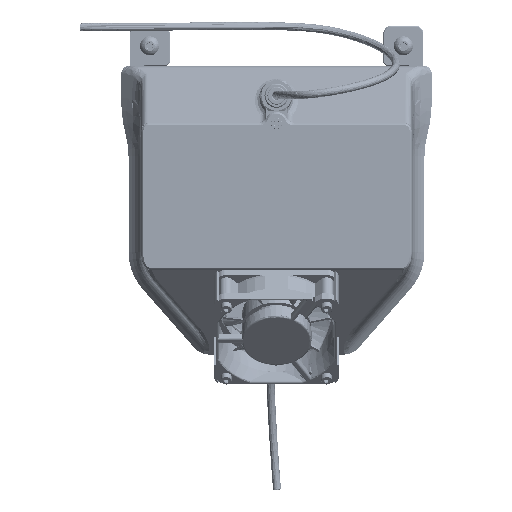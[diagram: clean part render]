
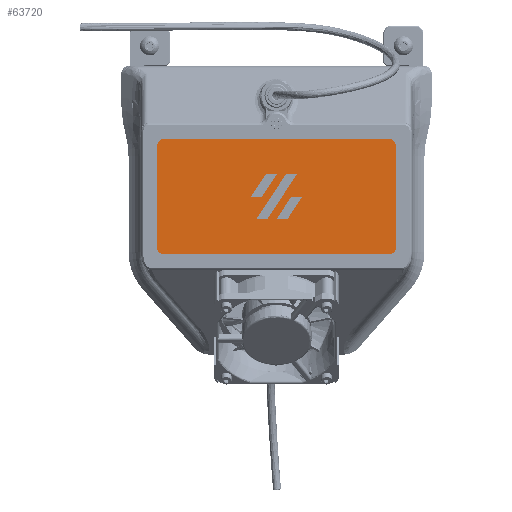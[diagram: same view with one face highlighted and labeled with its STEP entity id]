
A CAD part, left-side view. The second image highlights one B-rep face of the part: STEP entity #63720.
In plain terms, the highlighted planar face has unit normal (-1, 0, 0).
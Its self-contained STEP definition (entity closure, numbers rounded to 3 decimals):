
#2412=FACE_BOUND('',#10454,.T.);
#2413=FACE_BOUND('',#10455,.T.);
#2414=FACE_BOUND('',#10456,.T.);
#3304=CIRCLE('',#67810,3.);
#3305=CIRCLE('',#67811,3.);
#3306=CIRCLE('',#67812,3.);
#3307=CIRCLE('',#67813,3.);
#6332=FACE_OUTER_BOUND('',#10453,.T.);
#10453=EDGE_LOOP('',(#57372,#57373,#57374,#57375,#57376,#57377,#57378,#57379));
#10454=EDGE_LOOP('',(#57380,#57381,#57382,#57383));
#10455=EDGE_LOOP('',(#57384,#57385,#57386,#57387));
#10456=EDGE_LOOP('',(#57388,#57389,#57390,#57391));
#17552=LINE('',#141098,#24580);
#17553=LINE('',#141102,#24581);
#17554=LINE('',#141106,#24582);
#17555=LINE('',#141109,#24583);
#17556=LINE('',#141112,#24584);
#17557=LINE('',#141114,#24585);
#17558=LINE('',#141116,#24586);
#17559=LINE('',#141117,#24587);
#17560=LINE('',#141120,#24588);
#17561=LINE('',#141122,#24589);
#17562=LINE('',#141124,#24590);
#17563=LINE('',#141125,#24591);
#17564=LINE('',#141128,#24592);
#17565=LINE('',#141130,#24593);
#17566=LINE('',#141132,#24594);
#17567=LINE('',#141133,#24595);
#24580=VECTOR('',#82303,10.);
#24581=VECTOR('',#82306,10.);
#24582=VECTOR('',#82309,10.);
#24583=VECTOR('',#82312,10.);
#24584=VECTOR('',#82313,10.);
#24585=VECTOR('',#82314,10.);
#24586=VECTOR('',#82315,10.);
#24587=VECTOR('',#82316,10.);
#24588=VECTOR('',#82317,10.);
#24589=VECTOR('',#82318,10.);
#24590=VECTOR('',#82319,10.);
#24591=VECTOR('',#82320,10.);
#24592=VECTOR('',#82321,10.);
#24593=VECTOR('',#82322,10.);
#24594=VECTOR('',#82323,10.);
#24595=VECTOR('',#82324,10.);
#31171=VERTEX_POINT('',#141094);
#31172=VERTEX_POINT('',#141095);
#31173=VERTEX_POINT('',#141097);
#31174=VERTEX_POINT('',#141099);
#31175=VERTEX_POINT('',#141101);
#31176=VERTEX_POINT('',#141103);
#31177=VERTEX_POINT('',#141105);
#31178=VERTEX_POINT('',#141107);
#31179=VERTEX_POINT('',#141110);
#31180=VERTEX_POINT('',#141111);
#31181=VERTEX_POINT('',#141113);
#31182=VERTEX_POINT('',#141115);
#31183=VERTEX_POINT('',#141118);
#31184=VERTEX_POINT('',#141119);
#31185=VERTEX_POINT('',#141121);
#31186=VERTEX_POINT('',#141123);
#31187=VERTEX_POINT('',#141126);
#31188=VERTEX_POINT('',#141127);
#31189=VERTEX_POINT('',#141129);
#31190=VERTEX_POINT('',#141131);
#39962=EDGE_CURVE('',#31171,#31172,#3304,.T.);
#39963=EDGE_CURVE('',#31172,#31173,#17552,.T.);
#39964=EDGE_CURVE('',#31173,#31174,#3305,.T.);
#39965=EDGE_CURVE('',#31174,#31175,#17553,.T.);
#39966=EDGE_CURVE('',#31175,#31176,#3306,.T.);
#39967=EDGE_CURVE('',#31176,#31177,#17554,.T.);
#39968=EDGE_CURVE('',#31177,#31178,#3307,.T.);
#39969=EDGE_CURVE('',#31178,#31171,#17555,.T.);
#39970=EDGE_CURVE('',#31179,#31180,#17556,.T.);
#39971=EDGE_CURVE('',#31180,#31181,#17557,.T.);
#39972=EDGE_CURVE('',#31181,#31182,#17558,.T.);
#39973=EDGE_CURVE('',#31182,#31179,#17559,.T.);
#39974=EDGE_CURVE('',#31183,#31184,#17560,.T.);
#39975=EDGE_CURVE('',#31184,#31185,#17561,.T.);
#39976=EDGE_CURVE('',#31185,#31186,#17562,.T.);
#39977=EDGE_CURVE('',#31186,#31183,#17563,.T.);
#39978=EDGE_CURVE('',#31187,#31188,#17564,.T.);
#39979=EDGE_CURVE('',#31188,#31189,#17565,.T.);
#39980=EDGE_CURVE('',#31189,#31190,#17566,.T.);
#39981=EDGE_CURVE('',#31190,#31187,#17567,.T.);
#57372=ORIENTED_EDGE('',*,*,#39962,.T.);
#57373=ORIENTED_EDGE('',*,*,#39963,.T.);
#57374=ORIENTED_EDGE('',*,*,#39964,.T.);
#57375=ORIENTED_EDGE('',*,*,#39965,.T.);
#57376=ORIENTED_EDGE('',*,*,#39966,.T.);
#57377=ORIENTED_EDGE('',*,*,#39967,.T.);
#57378=ORIENTED_EDGE('',*,*,#39968,.T.);
#57379=ORIENTED_EDGE('',*,*,#39969,.T.);
#57380=ORIENTED_EDGE('',*,*,#39970,.T.);
#57381=ORIENTED_EDGE('',*,*,#39971,.T.);
#57382=ORIENTED_EDGE('',*,*,#39972,.T.);
#57383=ORIENTED_EDGE('',*,*,#39973,.T.);
#57384=ORIENTED_EDGE('',*,*,#39974,.T.);
#57385=ORIENTED_EDGE('',*,*,#39975,.T.);
#57386=ORIENTED_EDGE('',*,*,#39976,.T.);
#57387=ORIENTED_EDGE('',*,*,#39977,.T.);
#57388=ORIENTED_EDGE('',*,*,#39978,.T.);
#57389=ORIENTED_EDGE('',*,*,#39979,.T.);
#57390=ORIENTED_EDGE('',*,*,#39980,.T.);
#57391=ORIENTED_EDGE('',*,*,#39981,.T.);
#60741=PLANE('',#67809);
#63720=ADVANCED_FACE('',(#6332,#2412,#2413,#2414),#60741,.T.);
#67809=AXIS2_PLACEMENT_3D('',#141093,#82299,#82300);
#67810=AXIS2_PLACEMENT_3D('',#141096,#82301,#82302);
#67811=AXIS2_PLACEMENT_3D('',#141100,#82304,#82305);
#67812=AXIS2_PLACEMENT_3D('',#141104,#82307,#82308);
#67813=AXIS2_PLACEMENT_3D('',#141108,#82310,#82311);
#82299=DIRECTION('center_axis',(-1.,0.,0.));
#82300=DIRECTION('ref_axis',(0.,-1.,0.));
#82301=DIRECTION('center_axis',(-1.,0.,0.));
#82302=DIRECTION('ref_axis',(0.,0.,
-1.));
#82303=DIRECTION('',(0.,0.,1.));
#82304=DIRECTION('center_axis',(-1.,0.,0.));
#82305=DIRECTION('ref_axis',(0.,-1.,0.));
#82306=DIRECTION('',(0.,1.,0.));
#82307=DIRECTION('center_axis',(-1.,0.,0.));
#82308=DIRECTION('ref_axis',(0.,0.,
1.));
#82309=DIRECTION('',(0.,0.,-1.));
#82310=DIRECTION('center_axis',(-1.,0.,0.));
#82311=DIRECTION('ref_axis',(0.,1.,0.));
#82312=DIRECTION('',(0.,-1.,0.));
#82313=DIRECTION('',(0.,0.549,-0.836));
#82314=DIRECTION('',(0.,1.,0.));
#82315=DIRECTION('',(0.,-0.549,0.836));
#82316=DIRECTION('',(0.,-1.,0.));
#82317=DIRECTION('',(0.,-1.,0.));
#82318=DIRECTION('',(0.,0.549,-0.836));
#82319=DIRECTION('',(0.,1.,0.));
#82320=DIRECTION('',(0.,-0.549,0.836));
#82321=DIRECTION('',(0.,-0.549,0.836));
#82322=DIRECTION('',(0.,-1.,0.));
#82323=DIRECTION('',(0.,0.549,-0.836));
#82324=DIRECTION('',(0.,1.,0.));
#141093=CARTESIAN_POINT('Origin',(54.635,60.,37.24));
#141094=CARTESIAN_POINT('',(54.635,3.6,8.65));
#141095=CARTESIAN_POINT('',(54.635,0.6,11.65));
#141096=CARTESIAN_POINT('Origin',(54.635,3.6,11.65));
#141097=CARTESIAN_POINT('',(54.635,0.6,62.829));
#141098=CARTESIAN_POINT('',(54.635,0.6,24.445));
#141099=CARTESIAN_POINT('',(54.635,3.6,65.829));
#141100=CARTESIAN_POINT('Origin',(54.635,3.6,62.829));
#141101=CARTESIAN_POINT('',(54.635,116.4,65.829));
#141102=CARTESIAN_POINT('',(54.635,31.8,65.829));
#141103=CARTESIAN_POINT('',(54.635,119.4,62.829));
#141104=CARTESIAN_POINT('Origin',(54.635,116.4,62.829));
#141105=CARTESIAN_POINT('',(54.635,119.4,11.65));
#141106=CARTESIAN_POINT('',(54.635,119.4,50.035));
#141107=CARTESIAN_POINT('',(54.635,116.4,8.65));
#141108=CARTESIAN_POINT('Origin',(54.635,116.4,11.65));
#141109=CARTESIAN_POINT('',(54.635,88.2,8.65));
#141110=CARTESIAN_POINT('',(54.635,59.804,48.507));
#141111=CARTESIAN_POINT('',(54.635,67.246,37.187));
#141112=CARTESIAN_POINT('',(54.635,62.42,44.528));
#141113=CARTESIAN_POINT('',(54.635,72.686,37.187));
#141114=CARTESIAN_POINT('',(54.635,63.623,37.187));
#141115=CARTESIAN_POINT('',(54.635,65.245,48.507));
#141116=CARTESIAN_POINT('',(54.635,70.76,40.117));
#141117=CARTESIAN_POINT('',(54.635,62.623,48.507));
#141118=CARTESIAN_POINT('',(54.635,55.22,48.507));
#141119=CARTESIAN_POINT('',(54.635,49.781,48.507));
#141120=CARTESIAN_POINT('',(54.635,57.61,48.507));
#141121=CARTESIAN_POINT('',(54.635,64.664,25.868));
#141122=CARTESIAN_POINT('',(54.635,53.909,42.228));
#141123=CARTESIAN_POINT('',(54.635,70.103,25.868));
#141124=CARTESIAN_POINT('',(54.635,62.332,25.868));
#141125=CARTESIAN_POINT('',(54.635,65.969,32.157));
#141126=CARTESIAN_POINT('',(54.635,60.079,25.868));
#141127=CARTESIAN_POINT('',(54.635,52.639,37.187));
#141128=CARTESIAN_POINT('',(54.635,57.457,29.856));
#141129=CARTESIAN_POINT('',(54.635,47.198,37.187));
#141130=CARTESIAN_POINT('',(54.635,56.32,37.187));
#141131=CARTESIAN_POINT('',(54.635,54.639,25.868));
#141132=CARTESIAN_POINT('',(54.635,49.118,34.267));
#141133=CARTESIAN_POINT('',(54.635,57.32,25.868));
